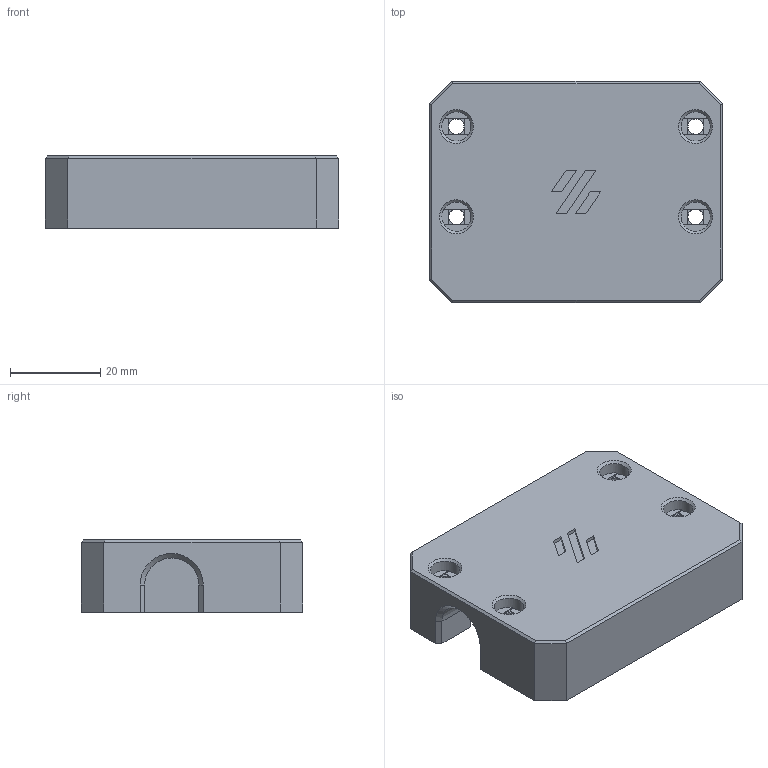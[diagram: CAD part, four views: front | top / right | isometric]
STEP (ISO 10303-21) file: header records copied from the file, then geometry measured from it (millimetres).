
FILE_DESCRIPTION(/* description */ (''),/* implementation_level */ '2;1');
FILE_NAME(/* name */ 'Z cable holder.step',/* time_stamp */ '2022-12-29T17:13:37+01:00',/* author */ (''),/* organization */ (''),/* preprocessor_version */ 'ST-DEVELOPER v19.2',/* originating_system */ 'Autodesk Translation Framework v11.17.0.187',/* authorisation */ '');
FILE_SCHEMA (('AUTOMOTIVE_DESIGN { 1 0 10303 214 3 1 1 }'));
Length unit declared in the file: millimetre
Products named in the file (1): Z cable holder
Bounding box: 65 x 49 x 16 mm (x, y, z)
Volume: 37215.2 mm3; surface area: 12640.8 mm2
Topology: 1 solids, 1 shells, 133 faces, 355 edges, 223 vertices
Faces by surface type: plane 102, cylinder 23, cone 6, torus 2
Full cylindrical faces by diameter (mm): 3.4 x4, 6.5 x4
Entity records: 4150 total; most frequent: CARTESIAN_POINT 724, ORIENTED_EDGE 710, DIRECTION 707, EDGE_CURVE 355, LINE 265, VECTOR 265, VERTEX_POINT 223, AXIS2_PLACEMENT_3D 221
